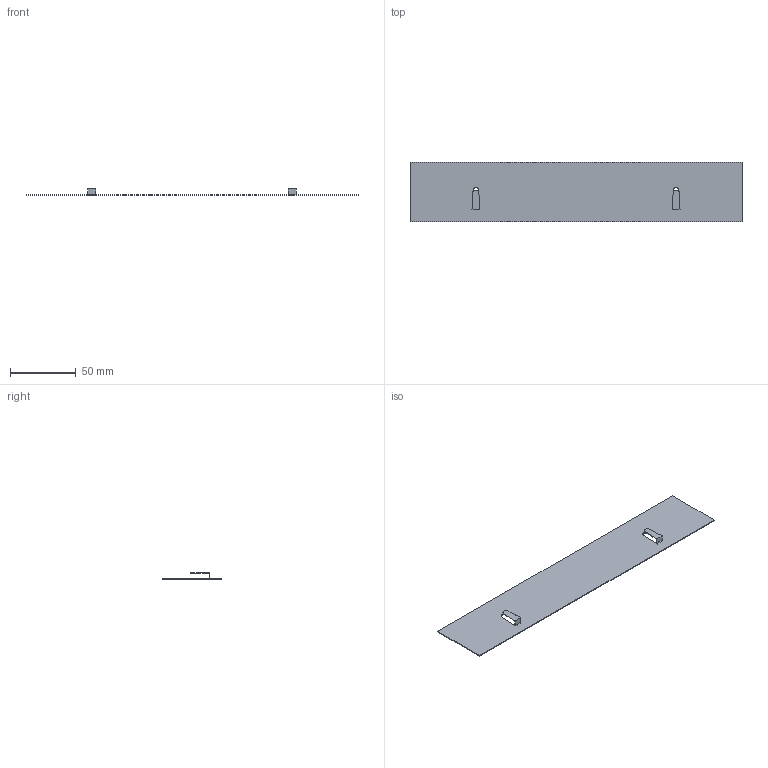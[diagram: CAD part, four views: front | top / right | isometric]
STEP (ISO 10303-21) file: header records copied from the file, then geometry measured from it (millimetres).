
FILE_DESCRIPTION (( 'STEP AP214' ), '1' );
FILE_NAME ('7205400.STP', '2020-05-08T07:03:39', ( '' ), ( '' ), 'SwSTEP 2.0', 'SolidWorks 2018', '' );
FILE_SCHEMA (( 'AUTOMOTIVE_DESIGN' ));
Length unit declared in the file: millimetre
Products named in the file (1): 7205400
Bounding box: 252 x 45 x 5 mm (x, y, z)
Volume: 6797.7 mm3; surface area: 23183.5 mm2
Topology: 1 solids, 1 shells, 30 faces, 80 edges, 52 vertices
Faces by surface type: plane 24, cylinder 6
Entity records: 1237 total; most frequent: CARTESIAN_POINT 187, ORIENTED_EDGE 160, DIRECTION 142, EDGE_CURVE 80, VECTOR 64, LINE 64, VERTEX_POINT 52, AXIS2_PLACEMENT_3D 39
